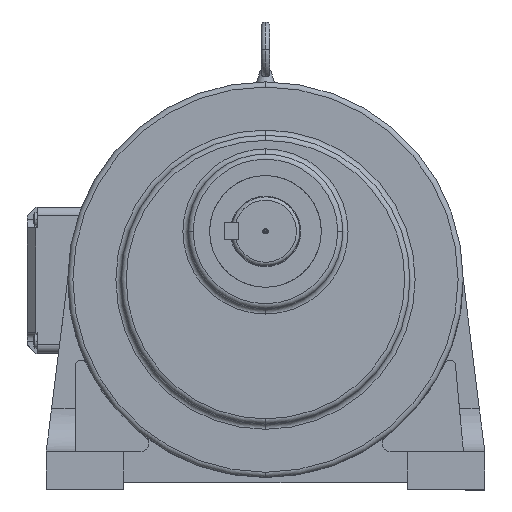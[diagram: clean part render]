
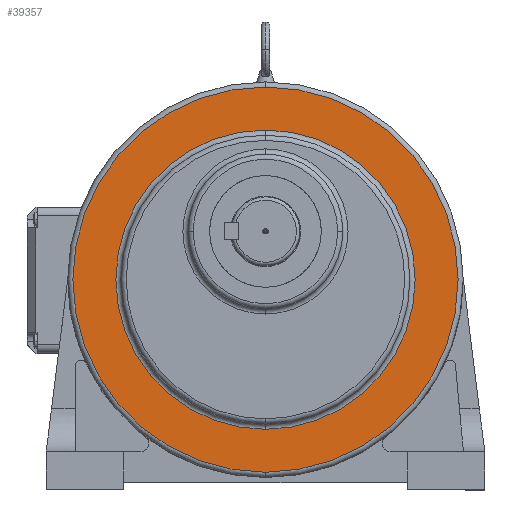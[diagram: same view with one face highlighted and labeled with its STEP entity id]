
A CAD part, top view. The second image highlights one B-rep face of the part: STEP entity #39357.
In plain terms, the highlighted face is planar.
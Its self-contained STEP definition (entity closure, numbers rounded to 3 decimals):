
#10086 = CARTESIAN_POINT ( 'NONE',  ( 105., 0., 0. ) ) ;
#10087 = DIRECTION ( 'NONE',  ( 0., 1., 0. ) ) ;
#10093 = AXIS2_PLACEMENT_3D ( 'NONE', #10086, #10103, #10087 ) ;
#10101 = CIRCLE ( 'NONE', #10093, 112. ) ;
#10103 = DIRECTION ( 'NONE',  ( 1., 0., 0. ) ) ;
#25461 = DIRECTION ( 'NONE',  ( 0., 1., 0. ) ) ;
#25462 = DIRECTION ( 'NONE',  ( -1., 0., 0. ) ) ;
#25463 = CARTESIAN_POINT ( 'NONE',  ( 105., 0., 0. ) ) ;
#25464 = AXIS2_PLACEMENT_3D ( 'NONE', #25463, #25462, #25461 ) ;
#25465 = CIRCLE ( 'NONE', #25464, 87. ) ;
#25794 = PLANE ( 'NONE',  #25796 ) ;
#25796 = AXIS2_PLACEMENT_3D ( 'NONE', #25822, #25819, #25818 ) ;
#25798 = FACE_BOUND ( 'NONE', #39506, .T. ) ;
#25818 = DIRECTION ( 'NONE',  ( 0., 1., 0. ) ) ;
#25819 = DIRECTION ( 'NONE',  ( 1., 0., 0. ) ) ;
#25821 = FACE_OUTER_BOUND ( 'NONE', #39163, .T. ) ;
#25822 = CARTESIAN_POINT ( 'NONE',  ( 105., 115., 0. ) ) ;
#27459 = DIRECTION ( 'NONE',  ( 1., 0., 0. ) ) ;
#27460 = AXIS2_PLACEMENT_3D ( 'NONE', #27487, #27459, #27530 ) ;
#27463 = CIRCLE ( 'NONE', #27460, 112. ) ;
#27487 = CARTESIAN_POINT ( 'NONE',  ( 105., 0., 0. ) ) ;
#27510 = CARTESIAN_POINT ( 'NONE',  ( 105., -112., 0. ) ) ;
#27519 = CARTESIAN_POINT ( 'NONE',  ( 105., 112., 0. ) ) ;
#27530 = DIRECTION ( 'NONE',  ( 0., 1., 0. ) ) ;
#27880 = CIRCLE ( 'NONE', #27938, 87. ) ;
#27884 = CARTESIAN_POINT ( 'NONE',  ( 105., -87., 0. ) ) ;
#27904 = CARTESIAN_POINT ( 'NONE',  ( 105., 0., 0. ) ) ;
#27936 = DIRECTION ( 'NONE',  ( 0., 1., 0. ) ) ;
#27937 = DIRECTION ( 'NONE',  ( -1., 0., 0. ) ) ;
#27938 = AXIS2_PLACEMENT_3D ( 'NONE', #27904, #27937, #27936 ) ;
#27950 = CARTESIAN_POINT ( 'NONE',  ( 105., 87., 0. ) ) ;
#39099 = EDGE_CURVE ( 'NONE', #41053, #41057, #25465, .T. ) ;
#39163 = EDGE_LOOP ( 'NONE', ( #39203, #39237 ) ) ;
#39203 = ORIENTED_EDGE ( 'NONE', *, *, #40704, .T. ) ;
#39237 = ORIENTED_EDGE ( 'NONE', *, *, #39502, .T. ) ;
#39357 = ADVANCED_FACE ( 'NONE', ( #25798, #25821 ), #25794, .T. ) ;
#39392 = ORIENTED_EDGE ( 'NONE', *, *, #41054, .T. ) ;
#39502 = EDGE_CURVE ( 'NONE', #40722, #40725, #10101, .T. ) ;
#39503 = ORIENTED_EDGE ( 'NONE', *, *, #39099, .T. ) ;
#39506 = EDGE_LOOP ( 'NONE', ( #39392, #39503 ) ) ;
#40704 = EDGE_CURVE ( 'NONE', #40725, #40722, #27463, .T. ) ;
#40722 = VERTEX_POINT ( 'NONE', #27510 ) ;
#40725 = VERTEX_POINT ( 'NONE', #27519 ) ;
#41053 = VERTEX_POINT ( 'NONE', #27884 ) ;
#41054 = EDGE_CURVE ( 'NONE', #41057, #41053, #27880, .T. ) ;
#41057 = VERTEX_POINT ( 'NONE', #27950 ) ;
